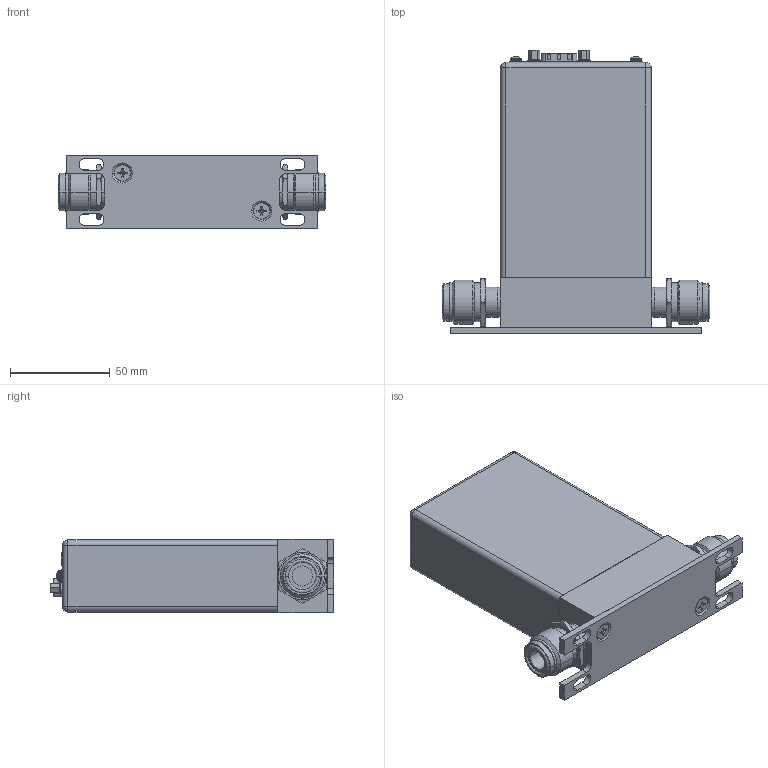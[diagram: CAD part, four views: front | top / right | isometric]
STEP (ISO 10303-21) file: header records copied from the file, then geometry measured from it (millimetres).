
FILE_DESCRIPTION((''),'2;1');
FILE_NAME('GE50A_RS485_8VCR_ASM','2014-09-25T',('cockrofm'),(''),'PRO/ENGINEER BY PARAMETRIC TECHNOLOGY CORPORATION, 2011490','PRO/ENGINEER BY PARAMETRIC TECHNOLOGY CORPORATION, 2011490','');
FILE_SCHEMA(('CONFIG_CONTROL_DESIGN'));
Length unit declared in the file: inch
Products named in the file (15): 118253_DUMMY_OUTLINE_3; 1053145_MOUNTING-PLATE_2; 160-3973_1; 1051991_FITTING_8VCR_2; 8VCR_ASM_5_ASM; PRT0001; 1041560_BRACKET_1; 1041562_ENCLOSURE_SOLID-TOP_1; PRT0002; 1036797_1; PRT0004; 185-3740_1; 1011702-002_4-40_PAN-HD-SEMS_1; RS485_8VCR_ASM_1_ASM; GE50A_RS485_8VCR_ASM
Assembly tree (19 placements, depth 4):
  GE50A_RS485_8VCR_ASM
    RS485_8VCR_ASM_1_ASM
      8VCR_ASM_5_ASM
        118253_DUMMY_OUTLINE_3
        1053145_MOUNTING-PLATE_2
        160-3973_1  x2
        1051991_FITTING_8VCR_2  x2
      PRT0001
      1041560_BRACKET_1
      1041562_ENCLOSURE_SOLID-TOP_1
      PRT0002
      1036797_1
      PRT0004  x2
      185-3740_1  x2
      1011702-002_4-40_PAN-HD-SEMS_1  x2
Bounding box: 134.11 x 142.34 x 36.83 mm (x, y, z)
Volume: 124643.8 mm3; surface area: 91026.9 mm2
Topology: 17 solids, 23 shells, 1113 faces, 2740 edges, 1720 vertices
Faces by surface type: plane 509, cylinder 376, cone 76, extrusion 64, torus 56, bspline 18, sphere 14
Entity records: 29526 total; most frequent: CARTESIAN_POINT 7050, DIRECTION 4672, ORIENTED_EDGE 4508, EDGE_CURVE 2266, AXIS2_PLACEMENT_3D 1646, VERTEX_POINT 1469, VECTOR 1380, LINE 1336
